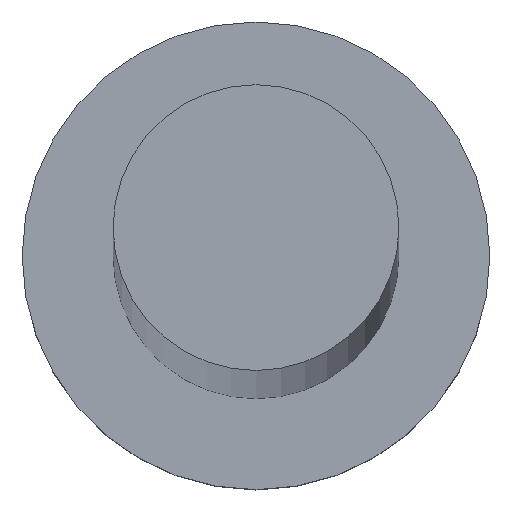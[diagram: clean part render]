
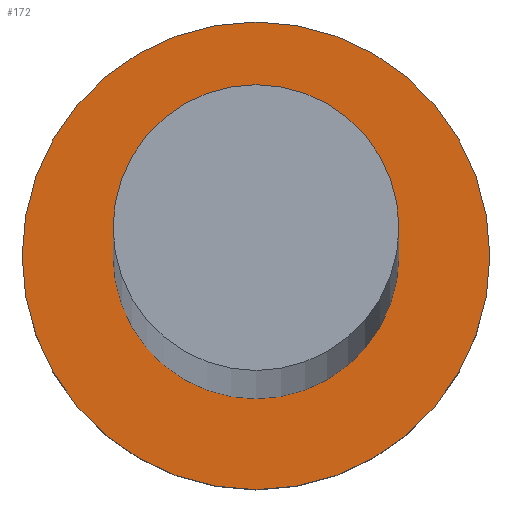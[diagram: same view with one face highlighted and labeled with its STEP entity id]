
A CAD part, top view. The second image highlights one B-rep face of the part: STEP entity #172.
In plain terms, the highlighted planar face has unit normal (0, 0, 1).
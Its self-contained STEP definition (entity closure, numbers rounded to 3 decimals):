
#6 = FACE_OUTER_BOUND ( 'NONE', #196, .T. ) ;
#12 = DIRECTION ( 'NONE',  ( 1., 0., 0. ) ) ;
#15 = AXIS2_PLACEMENT_3D ( 'NONE', #25, #23, #48 ) ;
#23 = DIRECTION ( 'NONE',  ( 0., 0., 1. ) ) ;
#25 = CARTESIAN_POINT ( 'NONE',  ( 0., 0., 6.5 ) ) ;
#27 = CIRCLE ( 'NONE', #183, 9. ) ;
#29 = PLANE ( 'NONE',  #39 ) ;
#30 = EDGE_CURVE ( 'NONE', #93, #225, #185, .T. ) ;
#39 = AXIS2_PLACEMENT_3D ( 'NONE', #166, #244, #12 ) ;
#48 = DIRECTION ( 'NONE',  ( 1., 0., 0. ) ) ;
#51 = CARTESIAN_POINT ( 'NONE',  ( 9., 0., 6.5 ) ) ;
#56 = AXIS2_PLACEMENT_3D ( 'NONE', #97, #74, #154 ) ;
#67 = CIRCLE ( 'NONE', #208, 9. ) ;
#69 = DIRECTION ( 'NONE',  ( 1., 0., 0. ) ) ;
#71 = CARTESIAN_POINT ( 'NONE',  ( -9., 0., 6.5 ) ) ;
#74 = DIRECTION ( 'NONE',  ( 0., 0., 1. ) ) ;
#79 = DIRECTION ( 'NONE',  ( 1., 0., 0. ) ) ;
#80 = EDGE_CURVE ( 'NONE', #168, #205, #27, .T. ) ;
#82 = EDGE_CURVE ( 'NONE', #205, #168, #67, .T. ) ;
#93 = VERTEX_POINT ( 'NONE', #102 ) ;
#97 = CARTESIAN_POINT ( 'NONE',  ( 0., 0., 6.5 ) ) ;
#99 = EDGE_CURVE ( 'NONE', #225, #93, #130, .T. ) ;
#102 = CARTESIAN_POINT ( 'NONE',  ( 5.5, 0., 6.5 ) ) ;
#124 = CARTESIAN_POINT ( 'NONE',  ( 0., 0., 6.5 ) ) ;
#129 = ORIENTED_EDGE ( 'NONE', *, *, #82, .T. ) ;
#130 = CIRCLE ( 'NONE', #15, 5.5 ) ;
#139 = DIRECTION ( 'NONE',  ( 0., 0., 1. ) ) ;
#154 = DIRECTION ( 'NONE',  ( 1., 0., 0. ) ) ;
#165 = ORIENTED_EDGE ( 'NONE', *, *, #80, .T. ) ;
#166 = CARTESIAN_POINT ( 'NONE',  ( 0., 0., 6.5 ) ) ;
#168 = VERTEX_POINT ( 'NONE', #71 ) ;
#169 = FACE_BOUND ( 'NONE', #245, .T. ) ;
#172 = ADVANCED_FACE ( 'NONE', ( #169, #6 ), #29, .T. ) ;
#183 = AXIS2_PLACEMENT_3D ( 'NONE', #238, #207, #69 ) ;
#185 = CIRCLE ( 'NONE', #56, 5.5 ) ;
#190 = ORIENTED_EDGE ( 'NONE', *, *, #30, .F. ) ;
#196 = EDGE_LOOP ( 'NONE', ( #165, #129 ) ) ;
#199 = ORIENTED_EDGE ( 'NONE', *, *, #99, .F. ) ;
#205 = VERTEX_POINT ( 'NONE', #51 ) ;
#207 = DIRECTION ( 'NONE',  ( 0., 0., 1. ) ) ;
#208 = AXIS2_PLACEMENT_3D ( 'NONE', #124, #139, #79 ) ;
#215 = CARTESIAN_POINT ( 'NONE',  ( -5.5, 0., 6.5 ) ) ;
#225 = VERTEX_POINT ( 'NONE', #215 ) ;
#238 = CARTESIAN_POINT ( 'NONE',  ( 0., 0., 6.5 ) ) ;
#244 = DIRECTION ( 'NONE',  ( 0., 0., 1. ) ) ;
#245 = EDGE_LOOP ( 'NONE', ( #199, #190 ) ) ;
